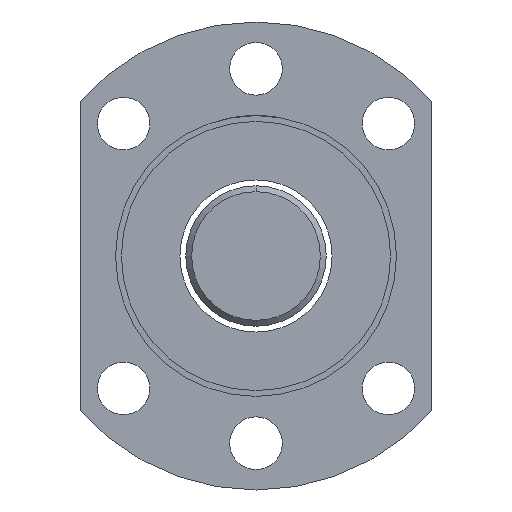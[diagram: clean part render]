
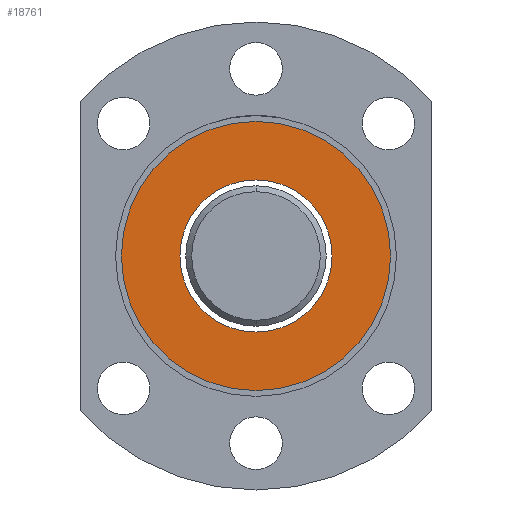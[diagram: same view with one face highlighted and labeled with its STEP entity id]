
A CAD part, left-side view. The second image highlights one B-rep face of the part: STEP entity #18761.
In plain terms, the highlighted planar face has unit normal (-1, 0, 0).
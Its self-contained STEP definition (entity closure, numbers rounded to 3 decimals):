
#298 = FACE_OUTER_BOUND ( 'NONE', #23250, .T. ) ;
#1157 = ORIENTED_EDGE ( 'NONE', *, *, #13553, .F. ) ;
#1755 = DIRECTION ( 'NONE',  ( 0., 0., -1. ) ) ;
#1964 = CIRCLE ( 'NONE', #2956, 11.5 ) ;
#2004 = DIRECTION ( 'NONE',  ( 0., 0., -1. ) ) ;
#2956 = AXIS2_PLACEMENT_3D ( 'NONE', #11131, #11301, #2004 ) ;
#3142 = CARTESIAN_POINT ( 'NONE',  ( -45.5, 0., -6.5 ) ) ;
#3296 = PLANE ( 'NONE',  #23725 ) ;
#3327 = DIRECTION ( 'NONE',  ( 0., 0., -1. ) ) ;
#5415 = CARTESIAN_POINT ( 'NONE',  ( -45.5, 0., 0. ) ) ;
#5592 = DIRECTION ( 'NONE',  ( 0., 0., -1. ) ) ;
#7047 = CARTESIAN_POINT ( 'NONE',  ( -45.5, 0., 6.5 ) ) ;
#7948 = AXIS2_PLACEMENT_3D ( 'NONE', #5415, #23609, #3327 ) ;
#8826 = DIRECTION ( 'NONE',  ( 0., 0., -1. ) ) ;
#8999 = ORIENTED_EDGE ( 'NONE', *, *, #19419, .F. ) ;
#9727 = AXIS2_PLACEMENT_3D ( 'NONE', #18210, #22036, #5592 ) ;
#10260 = ORIENTED_EDGE ( 'NONE', *, *, #15773, .F. ) ;
#10807 = DIRECTION ( 'NONE',  ( -1., 0., 0. ) ) ;
#11131 = CARTESIAN_POINT ( 'NONE',  ( -45.5, 0., 0. ) ) ;
#11301 = DIRECTION ( 'NONE',  ( 1., 0., 0. ) ) ;
#12810 = CARTESIAN_POINT ( 'NONE',  ( -45.5, 0., 0. ) ) ;
#12980 = ORIENTED_EDGE ( 'NONE', *, *, #20454, .F. ) ;
#13482 = CARTESIAN_POINT ( 'NONE',  ( -45.5, 0., -11.5 ) ) ;
#13492 = FACE_BOUND ( 'NONE', #21386, .T. ) ;
#13553 = EDGE_CURVE ( 'NONE', #16078, #14112, #1964, .T. ) ;
#14112 = VERTEX_POINT ( 'NONE', #23463 ) ;
#14765 = CIRCLE ( 'NONE', #7948, 11.5 ) ;
#15333 = VERTEX_POINT ( 'NONE', #7047 ) ;
#15773 = EDGE_CURVE ( 'NONE', #14112, #16078, #14765, .T. ) ;
#16078 = VERTEX_POINT ( 'NONE', #13482 ) ;
#16142 = CIRCLE ( 'NONE', #16715, 6.5 ) ;
#16715 = AXIS2_PLACEMENT_3D ( 'NONE', #12810, #10807, #1755 ) ;
#17915 = CARTESIAN_POINT ( 'NONE',  ( -45.5, 9., 0. ) ) ;
#18210 = CARTESIAN_POINT ( 'NONE',  ( -45.5, 0., 0. ) ) ;
#18761 = ADVANCED_FACE ( 'NONE', ( #13492, #298 ), #3296, .F. ) ;
#19254 = CIRCLE ( 'NONE', #9727, 6.5 ) ;
#19419 = EDGE_CURVE ( 'NONE', #22860, #15333, #16142, .T. ) ;
#19764 = DIRECTION ( 'NONE',  ( 1., 0., 0. ) ) ;
#20454 = EDGE_CURVE ( 'NONE', #15333, #22860, #19254, .T. ) ;
#21386 = EDGE_LOOP ( 'NONE', ( #8999, #12980 ) ) ;
#22036 = DIRECTION ( 'NONE',  ( -1., 0., 0. ) ) ;
#22860 = VERTEX_POINT ( 'NONE', #3142 ) ;
#23250 = EDGE_LOOP ( 'NONE', ( #1157, #10260 ) ) ;
#23463 = CARTESIAN_POINT ( 'NONE',  ( -45.5, 0., 11.5 ) ) ;
#23609 = DIRECTION ( 'NONE',  ( 1., 0., 0. ) ) ;
#23725 = AXIS2_PLACEMENT_3D ( 'NONE', #17915, #19764, #8826 ) ;
